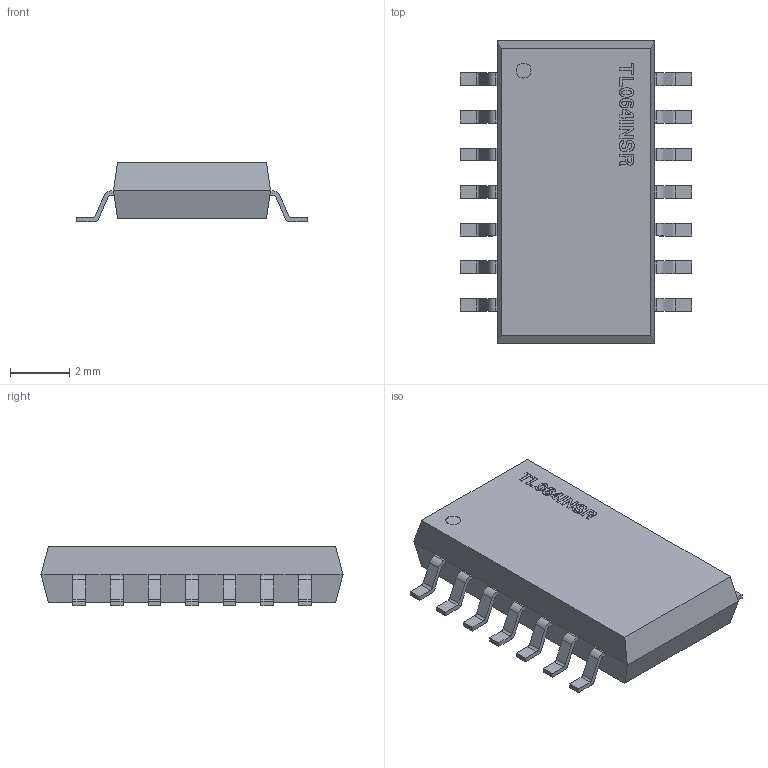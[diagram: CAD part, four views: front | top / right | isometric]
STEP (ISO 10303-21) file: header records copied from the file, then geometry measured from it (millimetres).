
FILE_DESCRIPTION(('FreeCAD Model'),'2;1');
FILE_NAME('Texas_Instruments_TL064INSR.step','2019-07-23T16:43:24',( 'Author'),(''),'Open CASCADE STEP processor 7.3','FreeCAD','Unknown' );
FILE_SCHEMA(('AUTOMOTIVE_DESIGN { 1 0 10303 214 1 1 1 1 }'));
Length unit declared in the file: millimetre
Products named in the file (1): TL064INSR
Bounding box: 7.8 x 10.2 x 2.01 mm (x, y, z)
Volume: 99.3 mm3; surface area: 185.5 mm2
Topology: 1 solids, 1 shells, 366 faces, 1018 edges, 668 vertices
Faces by surface type: plane 199, extrusion 102, cylinder 57, bspline 8
Full cylindrical faces by diameter (mm): 0.5 x1
Entity records: 14353 total; most frequent: CARTESIAN_POINT 2823, ORIENTED_EDGE 2036, DIRECTION 1494, EDGE_CURVE 1018, VECTOR 752, VERTEX_POINT 668, LINE 650, FACE_BOUND 380
